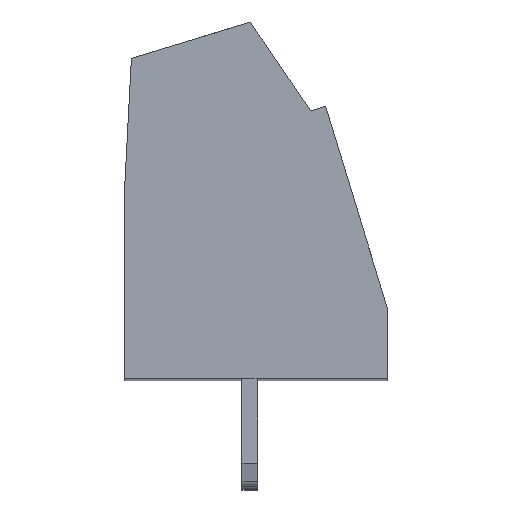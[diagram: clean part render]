
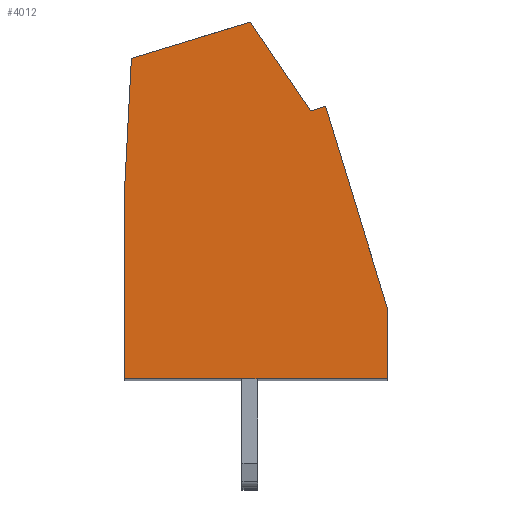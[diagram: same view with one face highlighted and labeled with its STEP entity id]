
A CAD part, top view. The second image highlights one B-rep face of the part: STEP entity #4012.
In plain terms, the highlighted planar face has unit normal (0, 0, 1).
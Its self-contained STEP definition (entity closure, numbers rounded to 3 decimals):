
#497=DIRECTION('',(-0.292,0.956,0.));
#498=VECTOR('',#497,6.75);
#499=CARTESIAN_POINT('',(4.2,-5.45,1.75));
#500=LINE('',#499,#498);
#501=DIRECTION('',(0.,1.,0.));
#502=VECTOR('',#501,2.25);
#503=CARTESIAN_POINT('',(4.2,-7.7,1.75));
#504=LINE('',#503,#502);
#505=DIRECTION('',(1.,0.,0.));
#506=VECTOR('',#505,8.4);
#507=CARTESIAN_POINT('',(-4.2,-7.7,1.75));
#508=LINE('',#507,#506);
#509=DIRECTION('',(0.,-1.,0.));
#510=VECTOR('',#509,6.071);
#511=CARTESIAN_POINT('',(-4.2,-1.629,1.75));
#512=LINE('',#511,#510);
#513=DIRECTION('',(-0.052,-0.999,0.));
#514=VECTOR('',#513,4.172);
#515=CARTESIAN_POINT('',(-3.982,2.537,1.75));
#516=LINE('',#515,#514);
#517=DIRECTION('',(-0.956,-0.292,0.));
#518=VECTOR('',#517,3.978);
#519=CARTESIAN_POINT('',(-0.177,3.7,1.75));
#520=LINE('',#519,#518);
#521=DIRECTION('',(-0.559,0.829,0.));
#522=VECTOR('',#521,3.43);
#523=CARTESIAN_POINT('',(1.741,0.857,1.75));
#524=LINE('',#523,#522);
#525=DIRECTION('',(-0.956,-0.292,0.));
#526=VECTOR('',#525,0.508);
#527=CARTESIAN_POINT('',(2.226,1.005,1.75));
#528=LINE('',#527,#526);
#2785=CARTESIAN_POINT('',(4.2,-5.45,1.75));
#2786=CARTESIAN_POINT('',(2.226,1.005,1.75));
#2787=VERTEX_POINT('',#2785);
#2788=VERTEX_POINT('',#2786);
#2789=CARTESIAN_POINT('',(1.741,0.857,1.75));
#2790=VERTEX_POINT('',#2789);
#2791=CARTESIAN_POINT('',(-0.177,3.7,1.75));
#2792=VERTEX_POINT('',#2791);
#2793=CARTESIAN_POINT('',(-3.982,2.537,1.75));
#2794=VERTEX_POINT('',#2793);
#2795=CARTESIAN_POINT('',(-4.2,-1.629,1.75));
#2796=VERTEX_POINT('',#2795);
#2797=CARTESIAN_POINT('',(-4.2,-7.7,1.75));
#2798=VERTEX_POINT('',#2797);
#2799=CARTESIAN_POINT('',(4.2,-7.7,1.75));
#2800=VERTEX_POINT('',#2799);
#3997=CARTESIAN_POINT('',(0.,0.,1.75));
#3998=DIRECTION('',(0.,0.,1.));
#3999=DIRECTION('',(1.,0.,0.));
#4000=AXIS2_PLACEMENT_3D('',#3997,#3998,#3999);
#4001=PLANE('',#4000);
#4002=ORIENTED_EDGE('',*,*,#3633,.F.);
#4003=ORIENTED_EDGE('',*,*,#3748,.F.);
#4004=ORIENTED_EDGE('',*,*,#3762,.F.);
#4005=ORIENTED_EDGE('',*,*,#3876,.F.);
#4006=ORIENTED_EDGE('',*,*,#3890,.F.);
#4007=ORIENTED_EDGE('',*,*,#3904,.F.);
#4008=ORIENTED_EDGE('',*,*,#3978,.F.);
#4009=ORIENTED_EDGE('',*,*,#3991,.F.);
#4010=EDGE_LOOP('',(#4002,#4003,#4004,#4005,#4006,#4007,#4008,#4009));
#4011=FACE_OUTER_BOUND('',#4010,.F.);
#3633=EDGE_CURVE('',#2787,#2788,#500,.T.);
#3748=EDGE_CURVE('',#2800,#2787,#504,.T.);
#3762=EDGE_CURVE('',#2798,#2800,#508,.T.);
#3876=EDGE_CURVE('',#2796,#2798,#512,.T.);
#3890=EDGE_CURVE('',#2794,#2796,#516,.T.);
#3904=EDGE_CURVE('',#2792,#2794,#520,.T.);
#3978=EDGE_CURVE('',#2790,#2792,#524,.T.);
#3991=EDGE_CURVE('',#2788,#2790,#528,.T.);
#4012=ADVANCED_FACE('',(#4011),#4001,.T.);
